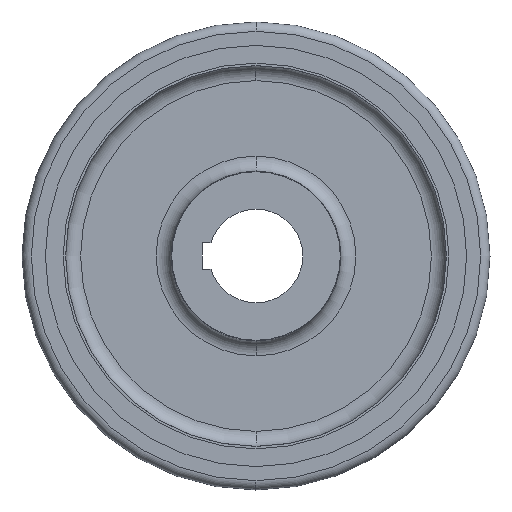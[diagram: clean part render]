
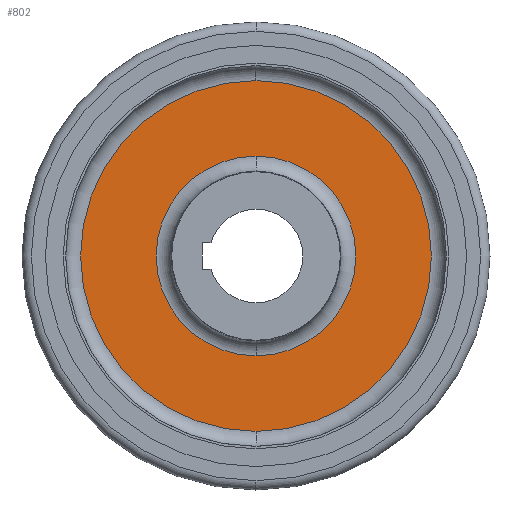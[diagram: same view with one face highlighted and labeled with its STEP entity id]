
A CAD part, left-side view. The second image highlights one B-rep face of the part: STEP entity #802.
In plain terms, the highlighted planar face has unit normal (-1, 0, 0).
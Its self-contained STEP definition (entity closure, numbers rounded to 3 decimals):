
#28 = CARTESIAN_POINT ( 'NONE',  ( -5., 0., -93.676 ) ) ;
#68 = AXIS2_PLACEMENT_3D ( 'NONE', #28, #1322, #871 ) ;
#82 = DIRECTION ( 'NONE',  ( 1., 0., 0. ) ) ;
#174 = CIRCLE ( 'NONE', #272, 93.676 ) ;
#257 = EDGE_CURVE ( 'NONE', #1287, #400, #1128, .T. ) ;
#272 = AXIS2_PLACEMENT_3D ( 'NONE', #1045, #82, #1013 ) ;
#325 = CIRCLE ( 'NONE', #517, 93.676 ) ;
#340 = DIRECTION ( 'NONE',  ( 1., 0., 0. ) ) ;
#353 = CIRCLE ( 'NONE', #815, 53.324 ) ;
#362 = PLANE ( 'NONE',  #68 ) ;
#400 = VERTEX_POINT ( 'NONE', #647 ) ;
#404 = CARTESIAN_POINT ( 'NONE',  ( -5., 0., -93.676 ) ) ;
#511 = EDGE_LOOP ( 'NONE', ( #1349, #874 ) ) ;
#517 = AXIS2_PLACEMENT_3D ( 'NONE', #1088, #838, #734 ) ;
#563 = EDGE_LOOP ( 'NONE', ( #973, #1202 ) ) ;
#646 = DIRECTION ( 'NONE',  ( 0., 0., -1. ) ) ;
#647 = CARTESIAN_POINT ( 'NONE',  ( -5., 0., -53.324 ) ) ;
#734 = DIRECTION ( 'NONE',  ( 0., 0., -1. ) ) ;
#742 = CARTESIAN_POINT ( 'NONE',  ( -5., 0., 0. ) ) ;
#770 = FACE_BOUND ( 'NONE', #563, .T. ) ;
#802 = ADVANCED_FACE ( 'NONE', ( #770, #970 ), #362, .T. ) ;
#815 = AXIS2_PLACEMENT_3D ( 'NONE', #742, #1183, #646 ) ;
#838 = DIRECTION ( 'NONE',  ( 1., 0., 0. ) ) ;
#871 = DIRECTION ( 'NONE',  ( 0., 0., 1. ) ) ;
#874 = ORIENTED_EDGE ( 'NONE', *, *, #1293, .F. ) ;
#953 = CARTESIAN_POINT ( 'NONE',  ( -5., 0., 93.676 ) ) ;
#970 = FACE_OUTER_BOUND ( 'NONE', #511, .T. ) ;
#973 = ORIENTED_EDGE ( 'NONE', *, *, #1319, .T. ) ;
#1013 = DIRECTION ( 'NONE',  ( 0., 0., -1. ) ) ;
#1045 = CARTESIAN_POINT ( 'NONE',  ( -5., 0., 0. ) ) ;
#1088 = CARTESIAN_POINT ( 'NONE',  ( -5., 0., 0. ) ) ;
#1128 = CIRCLE ( 'NONE', #1284, 53.324 ) ;
#1181 = EDGE_CURVE ( 'NONE', #1234, #1276, #174, .T. ) ;
#1183 = DIRECTION ( 'NONE',  ( 1., 0., 0. ) ) ;
#1198 = DIRECTION ( 'NONE',  ( 0., 0., -1. ) ) ;
#1202 = ORIENTED_EDGE ( 'NONE', *, *, #257, .T. ) ;
#1234 = VERTEX_POINT ( 'NONE', #404 ) ;
#1276 = VERTEX_POINT ( 'NONE', #953 ) ;
#1284 = AXIS2_PLACEMENT_3D ( 'NONE', #1304, #340, #1198 ) ;
#1287 = VERTEX_POINT ( 'NONE', #1295 ) ;
#1293 = EDGE_CURVE ( 'NONE', #1276, #1234, #325, .T. ) ;
#1295 = CARTESIAN_POINT ( 'NONE',  ( -5., 0., 53.324 ) ) ;
#1304 = CARTESIAN_POINT ( 'NONE',  ( -5., 0., 0. ) ) ;
#1319 = EDGE_CURVE ( 'NONE', #400, #1287, #353, .T. ) ;
#1322 = DIRECTION ( 'NONE',  ( -1., 0., 0. ) ) ;
#1349 = ORIENTED_EDGE ( 'NONE', *, *, #1181, .F. ) ;
